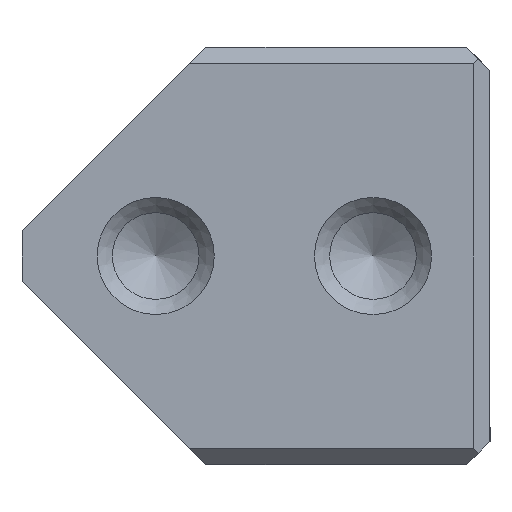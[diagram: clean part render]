
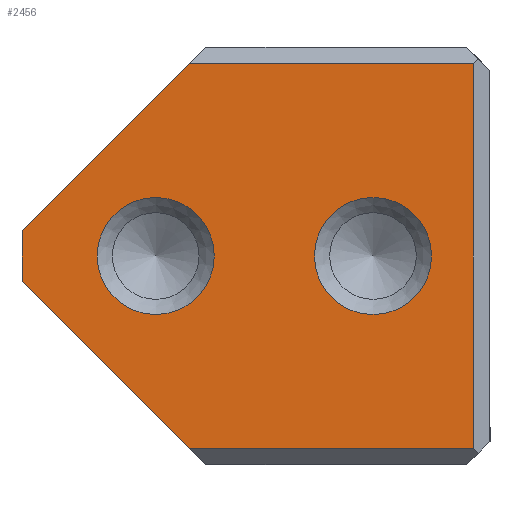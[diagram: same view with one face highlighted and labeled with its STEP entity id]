
A CAD part, left-side view. The second image highlights one B-rep face of the part: STEP entity #2456.
In plain terms, the highlighted planar face has unit normal (-1, 0, 0).
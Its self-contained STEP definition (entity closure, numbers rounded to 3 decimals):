
#2456=ADVANCED_FACE('',(#3348,#3349,#3350),#2828,.T.);
#2828=PLANE('',#8570);
#3063=CIRCLE('',#8568,3.5);
#3064=CIRCLE('',#8569,3.5);
#3348=FACE_BOUND('',#3553,.T.);
#3349=FACE_BOUND('',#3554,.T.);
#3350=FACE_BOUND('',#3555,.T.);
#3553=EDGE_LOOP('',(#4254));
#3554=EDGE_LOOP('',(#4255));
#3555=EDGE_LOOP('',(#4256,#4257,#4258,#4259,#4260,#4261));
#4254=ORIENTED_EDGE('',*,*,#6652,.T.);
#4255=ORIENTED_EDGE('',*,*,#6653,.T.);
#4256=ORIENTED_EDGE('',*,*,#6654,.T.);
#4257=ORIENTED_EDGE('',*,*,#6655,.T.);
#4258=ORIENTED_EDGE('',*,*,#6656,.T.);
#4259=ORIENTED_EDGE('',*,*,#6657,.F.);
#4260=ORIENTED_EDGE('',*,*,#6658,.T.);
#4261=ORIENTED_EDGE('',*,*,#6659,.T.);
#6030=VERTEX_POINT('',#10999);
#6031=VERTEX_POINT('',#11001);
#6032=VERTEX_POINT('',#11003);
#6033=VERTEX_POINT('',#11004);
#6034=VERTEX_POINT('',#11006);
#6035=VERTEX_POINT('',#11008);
#6036=VERTEX_POINT('',#11010);
#6037=VERTEX_POINT('',#11012);
#6652=EDGE_CURVE('',#6030,#6030,#3063,.T.);
#6653=EDGE_CURVE('',#6031,#6031,#3064,.T.);
#6654=EDGE_CURVE('',#6032,#6033,#7453,.T.);
#6655=EDGE_CURVE('',#6033,#6034,#7454,.T.);
#6656=EDGE_CURVE('',#6034,#6035,#7455,.T.);
#6657=EDGE_CURVE('',#6036,#6035,#7456,.T.);
#6658=EDGE_CURVE('',#6036,#6037,#7457,.T.);
#6659=EDGE_CURVE('',#6037,#6032,#7458,.T.);
#7453=LINE('',#11002,#8083);
#7454=LINE('',#11005,#8084);
#7455=LINE('',#11007,#8085);
#7456=LINE('',#11009,#8086);
#7457=LINE('',#11011,#8087);
#7458=LINE('',#11013,#8088);
#8083=VECTOR('',#9106,1.);
#8084=VECTOR('',#9107,1.);
#8085=VECTOR('',#9108,1.);
#8086=VECTOR('',#9109,1.);
#8087=VECTOR('',#9110,1.);
#8088=VECTOR('',#9111,1.);
#8568=AXIS2_PLACEMENT_3D('',#10998,#9102,#9103);
#8569=AXIS2_PLACEMENT_3D('',#11000,#9104,#9105);
#8570=AXIS2_PLACEMENT_3D('',#11014,#9112,#9113);
#9102=DIRECTION('',(1.,0.,0.));
#9103=DIRECTION('',(0.,0.,-1.));
#9104=DIRECTION('',(1.,0.,0.));
#9105=DIRECTION('',(0.,0.,-1.));
#9106=DIRECTION('',(0.,0.,1.));
#9107=DIRECTION('',(0.,1.,0.));
#9108=DIRECTION('',(0.,0.707,-0.707));
#9109=DIRECTION('',(0.,0.,1.));
#9110=DIRECTION('',(0.,-0.707,-0.707));
#9111=DIRECTION('',(0.,-1.,0.));
#9112=DIRECTION('',(-1.,0.,0.));
#9113=DIRECTION('',(0.,0.,-1.));
#10998=CARTESIAN_POINT('',(0.,20.,12.5));
#10999=CARTESIAN_POINT('',(0.,20.,9.));
#11000=CARTESIAN_POINT('',(0.,7.,12.5));
#11001=CARTESIAN_POINT('',(0.,7.,9.));
#11002=CARTESIAN_POINT('',(0.,1.,0.));
#11003=CARTESIAN_POINT('',(0.,1.,1.));
#11004=CARTESIAN_POINT('',(0.,1.,24.));
#11005=CARTESIAN_POINT('',(0.,14.,24.));
#11006=CARTESIAN_POINT('',(0.,18.002,24.));
#11007=CARTESIAN_POINT('',(0.,28.001,14.001));
#11008=CARTESIAN_POINT('',(0.,28.,14.002));
#11009=CARTESIAN_POINT('',(0.,28.,0.));
#11010=CARTESIAN_POINT('',(0.,28.,10.998));
#11011=CARTESIAN_POINT('',(0.,15.501,-1.501));
#11012=CARTESIAN_POINT('',(0.,18.002,1.));
#11013=CARTESIAN_POINT('',(0.,14.,1.));
#11014=CARTESIAN_POINT('',(0.,14.,0.));
